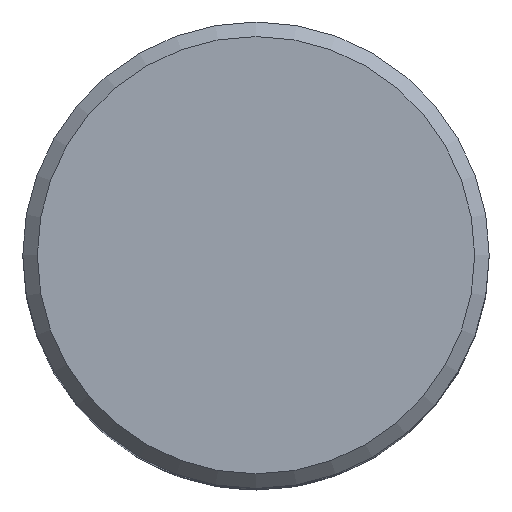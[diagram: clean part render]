
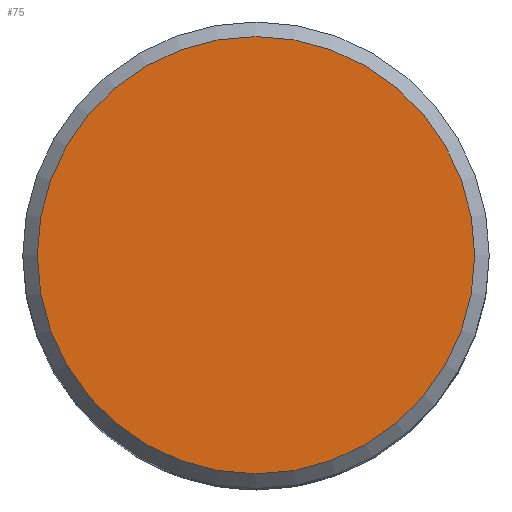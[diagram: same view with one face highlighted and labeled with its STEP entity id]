
A CAD part, top view. The second image highlights one B-rep face of the part: STEP entity #75.
In plain terms, the highlighted planar face has unit normal (0, 0, 1).
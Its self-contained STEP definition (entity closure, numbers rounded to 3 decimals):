
#55=PLANE('',#258);
#61=FACE_OUTER_BOUND('',#108,.T.);
#75=ADVANCED_FACE('',(#61),#55,.T.);
#108=EDGE_LOOP('',(#128));
#128=ORIENTED_EDGE('',*,*,#181,.F.);
#165=VERTEX_POINT('',#368);
#181=EDGE_CURVE('',#165,#165,#200,.T.);
#200=CIRCLE('',#257,15.);
#257=AXIS2_PLACEMENT_3D('',#367,#295,#296);
#258=AXIS2_PLACEMENT_3D('',#369,#297,#298);
#295=DIRECTION('',(0.,0.,-1.));
#296=DIRECTION('',(-1.,0.,0.));
#297=DIRECTION('',(0.,0.,1.));
#298=DIRECTION('',(1.,0.,0.));
#367=CARTESIAN_POINT('',(0.,0.,0.));
#368=CARTESIAN_POINT('',(-15.,0.,0.));
#369=CARTESIAN_POINT('',(-15.,0.,0.));
